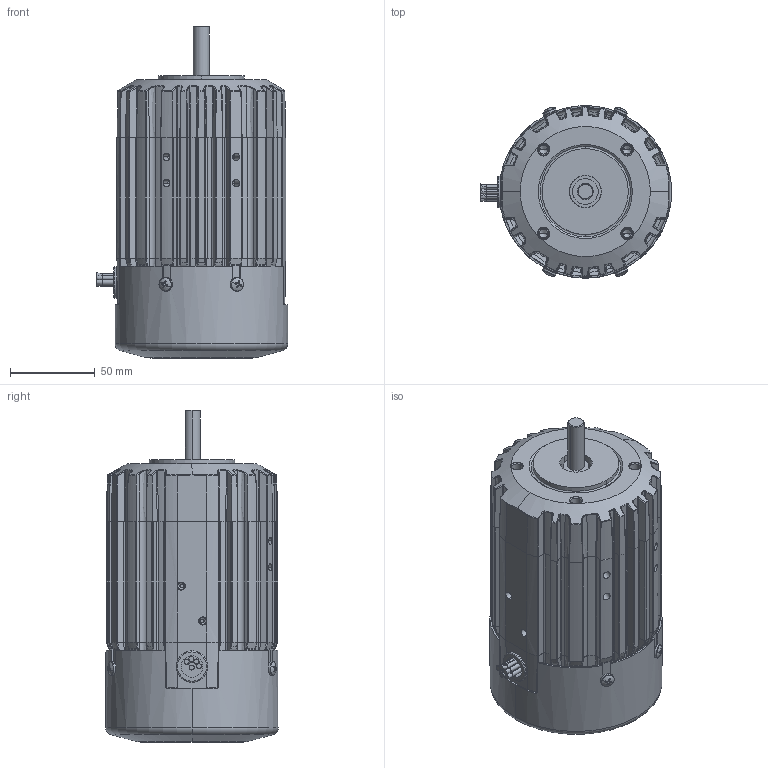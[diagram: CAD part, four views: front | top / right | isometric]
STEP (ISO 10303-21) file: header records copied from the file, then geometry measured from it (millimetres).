
FILE_DESCRIPTION (( 'STEP AP203' ), '1' );
FILE_NAME ('INFM0263.STEP', '2013-05-08T23:02:03', ( 'Admin' ), ( 'Bodine Electric Company' ), 'SwSTEP 2.0', 'SolidWorks 2012', '' );
FILE_SCHEMA (( 'CONFIG_CONTROL_DESIGN' ));
Length unit declared in the file: inch
Products named in the file (1): INFM0263
Bounding box: 112.83 x 101.82 x 196.01 mm (x, y, z)
Volume: 578406.5 mm3; surface area: 167953.5 mm2
Topology: 17 solids, 17 shells, 1658 faces, 4325 edges, 2654 vertices
Faces by surface type: bspline 604, cylinder 380, plane 353, cone 157, torus 152, sphere 12
Entity records: 71966 total; most frequent: CARTESIAN_POINT 35709, ORIENTED_EDGE 8506, DIRECTION 6514, EDGE_CURVE 4253, AXIS2_PLACEMENT_3D 2764, VERTEX_POINT 2654, EDGE_LOOP 1733, CIRCLE 1709
